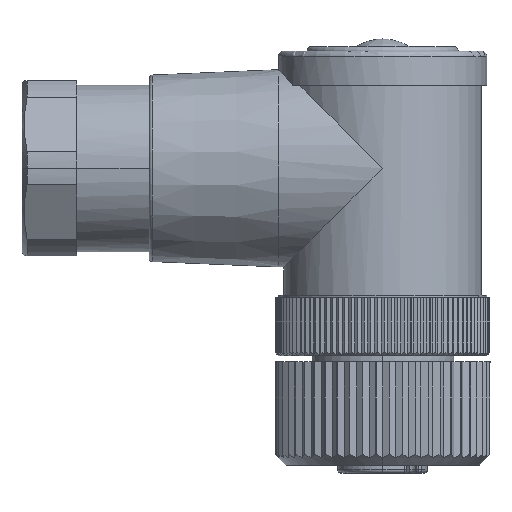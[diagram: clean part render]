
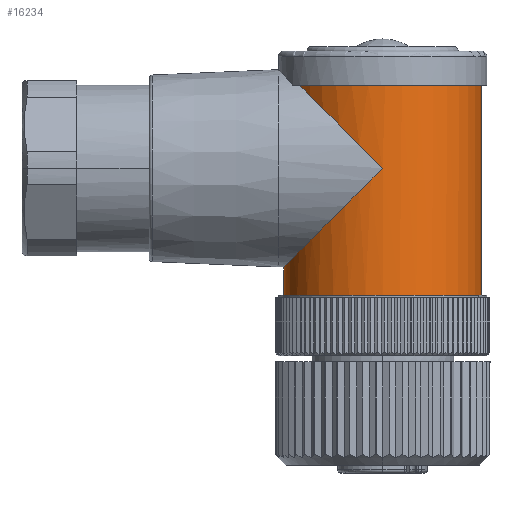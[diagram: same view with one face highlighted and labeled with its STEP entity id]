
A CAD part, left-side view. The second image highlights one B-rep face of the part: STEP entity #16234.
In plain terms, the highlighted cylindrical face has radius 9 mm (diameter 18 mm), a partial arc.
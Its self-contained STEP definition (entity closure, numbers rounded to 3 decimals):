
#16076=AXIS2_PLACEMENT_3D('Circle Axis2P3D',#16074,#16075,$) ;
#16196=AXIS2_PLACEMENT_3D('Cylinder Axis2P3D',#16193,#16194,#16195) ;
#16200=AXIS2_PLACEMENT_3D('Circle Axis2P3D',#16198,#16199,$) ;
#16069=CARTESIAN_POINT('Vertex',(9.799,0.8,16.2)) ;
#16071=CARTESIAN_POINT('Vertex',(9.799,18.8,16.2)) ;
#16074=CARTESIAN_POINT('Axis2P3D Location',(9.799,9.8,16.2)) ;
#16139=CARTESIAN_POINT('Line Origine',(9.799,0.8,24.4)) ;
#16143=CARTESIAN_POINT('Vertex',(9.799,0.8,35.4)) ;
#16146=CARTESIAN_POINT('Line Origine',(9.799,18.8,24.4)) ;
#16150=CARTESIAN_POINT('Vertex',(9.799,18.8,18.8)) ;
#16193=CARTESIAN_POINT('Axis2P3D Location',(9.799,9.8,24.4)) ;
#16198=CARTESIAN_POINT('Axis2P3D Location',(9.799,9.8,35.4)) ;
#16202=CARTESIAN_POINT('Vertex',(4.978,17.4,35.4)) ;
#16206=CARTESIAN_POINT('Control Point',(0.799,9.8,27.8)) ;
#16207=CARTESIAN_POINT('Control Point',(0.799,11.553,29.553)) ;
#16208=CARTESIAN_POINT('Control Point',(1.223,13.306,31.307)) ;
#16209=CARTESIAN_POINT('Control Point',(2.088,14.979,32.979)) ;
#16210=CARTESIAN_POINT('Control Point',(3.379,16.386,34.386)) ;
#16211=CARTESIAN_POINT('Control Point',(4.978,17.4,35.4)) ;
#16212=CARTESIAN_POINT('Vertex',(0.799,9.8,27.8)) ;
#16216=CARTESIAN_POINT('Control Point',(9.799,18.8,18.8)) ;
#16217=CARTESIAN_POINT('Control Point',(8.36,18.8,18.8)) ;
#16218=CARTESIAN_POINT('Control Point',(6.922,18.513,19.087)) ;
#16219=CARTESIAN_POINT('Control Point',(5.584,17.938,19.662)) ;
#16220=CARTESIAN_POINT('Control Point',(3.162,16.284,21.316)) ;
#16221=CARTESIAN_POINT('Control Point',(1.609,13.93,23.67)) ;
#16222=CARTESIAN_POINT('Control Point',(1.068,12.585,25.015)) ;
#16223=CARTESIAN_POINT('Control Point',(0.799,11.192,26.408)) ;
#16224=CARTESIAN_POINT('Control Point',(0.799,9.8,27.8)) ;
#16075=DIRECTION('Axis2P3D Direction',(0.,-0.,1.)) ;
#16140=DIRECTION('Vector Direction',(0.,0.,1.)) ;
#16147=DIRECTION('Vector Direction',(0.,0.,1.)) ;
#16194=DIRECTION('Axis2P3D Direction',(0.,-0.,1.)) ;
#16195=DIRECTION('Axis2P3D XDirection',(0.,1.,0.)) ;
#16199=DIRECTION('Axis2P3D Direction',(0.,-0.,1.)) ;
#16141=VECTOR('Line Direction',#16140,1.) ;
#16148=VECTOR('Line Direction',#16147,1.) ;
#16227=ORIENTED_EDGE('',*,*,#16152,.T.) ;
#16228=ORIENTED_EDGE('',*,*,#16078,.T.) ;
#16229=ORIENTED_EDGE('',*,*,#16145,.T.) ;
#16230=ORIENTED_EDGE('',*,*,#16204,.T.) ;
#16231=ORIENTED_EDGE('',*,*,#16214,.F.) ;
#16232=ORIENTED_EDGE('',*,*,#16225,.F.) ;
#16234=ADVANCED_FACE('Hauptk\X2\00F6\X0\rper',(#16233),#16197,.T.) ;
#16205=B_SPLINE_CURVE_WITH_KNOTS('',5,(#16206,#16207,#16208,#16209,#16210,#16211),.UNSPECIFIED.,.F.,.U.,(6,6),(0.,19.604),.UNSPECIFIED.) ;
#16215=B_SPLINE_CURVE_WITH_KNOTS('',5,(#16216,#16217,#16218,#16219,#16220,#16221,#16222,#16223,#16224),.UNSPECIFIED.,.F.,.U.,(6,3,6),(0.,14.383,29.951),.UNSPECIFIED.) ;
#16077=CIRCLE('generated circle',#16076,9.) ;
#16201=CIRCLE('generated circle',#16200,9.) ;
#16197=CYLINDRICAL_SURFACE('generated cylinder',#16196,9.) ;
#16078=EDGE_CURVE('',#16072,#16070,#16077,.T.) ;
#16145=EDGE_CURVE('',#16070,#16144,#16142,.T.) ;
#16152=EDGE_CURVE('',#16151,#16072,#16149,.F.) ;
#16204=EDGE_CURVE('',#16144,#16203,#16201,.F.) ;
#16214=EDGE_CURVE('',#16213,#16203,#16205,.T.) ;
#16225=EDGE_CURVE('',#16151,#16213,#16215,.T.) ;
#16226=EDGE_LOOP('',(#16227,#16228,#16229,#16230,#16231,#16232)) ;
#16233=FACE_OUTER_BOUND('',#16226,.T.) ;
#16142=LINE('Line',#16139,#16141) ;
#16149=LINE('Line',#16146,#16148) ;
#16070=VERTEX_POINT('',#16069) ;
#16072=VERTEX_POINT('',#16071) ;
#16144=VERTEX_POINT('',#16143) ;
#16151=VERTEX_POINT('',#16150) ;
#16203=VERTEX_POINT('',#16202) ;
#16213=VERTEX_POINT('',#16212) ;
